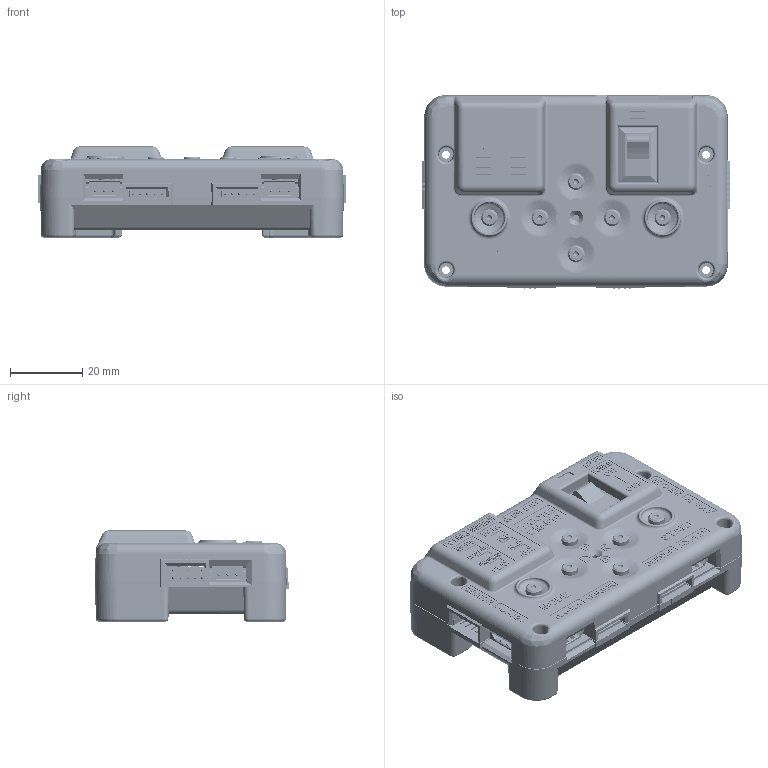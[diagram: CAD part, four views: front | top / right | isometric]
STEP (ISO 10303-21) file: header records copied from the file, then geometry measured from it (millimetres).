
FILE_DESCRIPTION((''),'2;1');
FILE_NAME('CM510_DUMMY_ASM','2011-11-08T',('Andy'),(''),'PRO/ENGINEER BY PARAMETRIC TECHNOLOGY CORPORATION, 2009060','PRO/ENGINEER BY PARAMETRIC TECHNOLOGY CORPORATION, 2009060','');
FILE_SCHEMA(('CONFIG_CONTROL_DESIGN'));
Products named in the file (1): CM510_DUMMY_ASM
Bounding box: 85.3 x 53.65 x 25.2 mm (x, y, z)
Volume: 21458.6 mm3; surface area: 52764.2 mm2
Topology: 8 solids, 17 shells, 7569 faces, 20544 edges, 13299 vertices
Faces by surface type: plane 4920, extrusion 1188, cylinder 958, bspline 174, torus 163, cone 140, sphere 26
Entity records: 248258 total; most frequent: CARTESIAN_POINT 62059, ORIENTED_EDGE 40864, DIRECTION 33413, EDGE_CURVE 20442, VECTOR 16267, LINE 15079, VERTEX_POINT 13299, AXIS2_PLACEMENT_3D 8573
